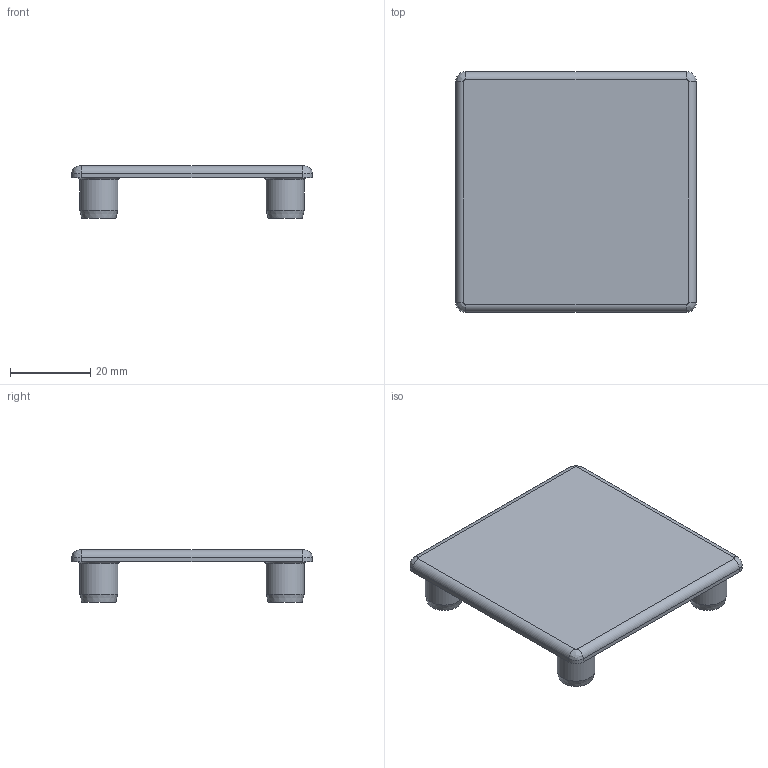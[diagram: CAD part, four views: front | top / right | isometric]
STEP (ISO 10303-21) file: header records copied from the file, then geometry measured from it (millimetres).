
FILE_DESCRIPTION(/* description */ ('TAPPO 60X60 NERO PER STRUTTURALE'),/* implementation_level */ '2;1');
FILE_NAME(/* name */ 'DTPTR0000067.stp',/* time_stamp */ '2018-11-08T10:35:47+01:00',/* author */ ('fzagni'),/* organization */ (''),/* preprocessor_version */ 'ST-DEVELOPER v16.1',/* originating_system */ 'Autodesk Inventor 2016',/* authorisation */ '');
FILE_SCHEMA (('AUTOMOTIVE_DESIGN { 1 0 10303 214 3 1 1 }'));
Length unit declared in the file: millimetre
Products named in the file (1): 18.100.00N
Bounding box: 60 x 60 x 13 mm (x, y, z)
Volume: 11606 mm3; surface area: 9720.6 mm2
Topology: 1 solids, 1 shells, 50 faces, 108 edges, 68 vertices
Faces by surface type: cylinder 16, plane 14, torus 12, cone 4, bspline 4
Full cylindrical faces by diameter (mm): 7.5 x4, 9.5 x4
Entity records: 1268 total; most frequent: DIRECTION 242, CARTESIAN_POINT 227, ORIENTED_EDGE 168, AXIS2_PLACEMENT_3D 111, EDGE_CURVE 84, EDGE_LOOP 74, CIRCLE 64, VERTEX_POINT 60
